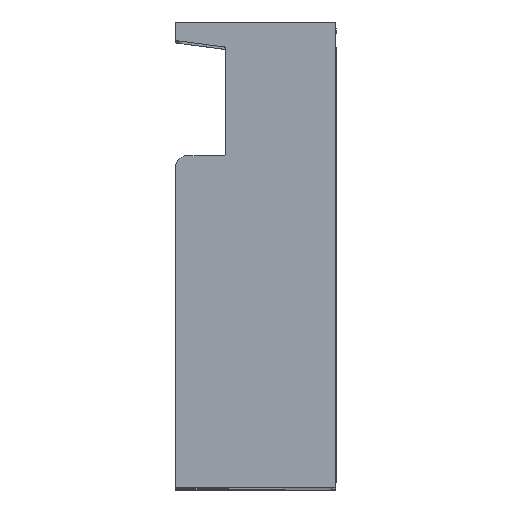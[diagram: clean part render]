
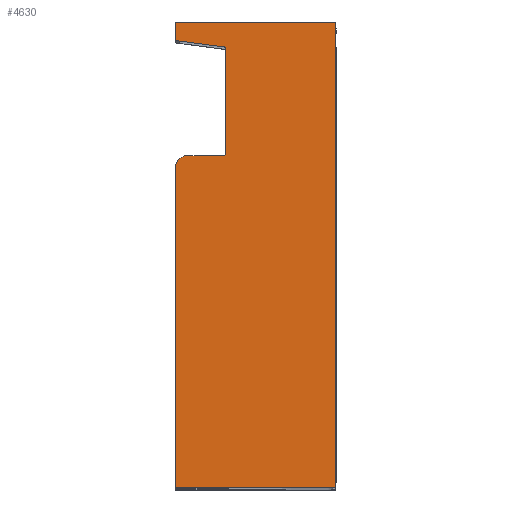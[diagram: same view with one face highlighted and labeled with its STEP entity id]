
A CAD part, top view. The second image highlights one B-rep face of the part: STEP entity #4630.
In plain terms, the highlighted face is planar.
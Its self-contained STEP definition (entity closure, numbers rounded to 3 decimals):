
#253=CIRCLE('',#5042,1.);
#268=CIRCLE('',#5092,0.2);
#1657=ORIENTED_EDGE('',*,*,#2369,.T.);
#1658=ORIENTED_EDGE('',*,*,#2353,.T.);
#1659=ORIENTED_EDGE('',*,*,#2263,.T.);
#1660=ORIENTED_EDGE('',*,*,#2372,.T.);
#1661=ORIENTED_EDGE('',*,*,#2373,.T.);
#1662=ORIENTED_EDGE('',*,*,#2375,.F.);
#1663=ORIENTED_EDGE('',*,*,#2377,.T.);
#1664=ORIENTED_EDGE('',*,*,#2304,.T.);
#1665=ORIENTED_EDGE('',*,*,#2271,.T.);
#1666=ORIENTED_EDGE('',*,*,#2361,.T.);
#2263=EDGE_CURVE('',#2781,#2780,#3197,.T.);
#2271=EDGE_CURVE('',#2789,#2788,#3205,.T.);
#2304=EDGE_CURVE('',#2811,#2789,#253,.T.);
#2353=EDGE_CURVE('',#2825,#2781,#3270,.T.);
#2361=EDGE_CURVE('',#2788,#2828,#3277,.T.);
#2369=EDGE_CURVE('',#2828,#2825,#3281,.T.);
#2372=EDGE_CURVE('',#2780,#2833,#3283,.T.);
#2373=EDGE_CURVE('',#2833,#2834,#3284,.T.);
#2375=EDGE_CURVE('',#2835,#2834,#268,.T.);
#2377=EDGE_CURVE('',#2835,#2811,#3287,.T.);
#2780=VERTEX_POINT('',#7742);
#2781=VERTEX_POINT('',#7744);
#2788=VERTEX_POINT('',#7760);
#2789=VERTEX_POINT('',#7762);
#2811=VERTEX_POINT('',#7829);
#2825=VERTEX_POINT('',#7911);
#2828=VERTEX_POINT('',#7922);
#2833=VERTEX_POINT('',#7949);
#2834=VERTEX_POINT('',#7953);
#2835=VERTEX_POINT('',#7957);
#3197=LINE('',#7743,#3645);
#3205=LINE('',#7761,#3653);
#3270=LINE('',#7910,#3718);
#3277=LINE('',#7923,#3725);
#3281=LINE('',#7945,#3729);
#3283=LINE('',#7950,#3731);
#3284=LINE('',#7952,#3732);
#3287=LINE('',#7960,#3735);
#3645=VECTOR('',#6142,1000.);
#3653=VECTOR('',#6154,1000.);
#3718=VECTOR('',#6303,1000.);
#3725=VECTOR('',#6314,1000.);
#3729=VECTOR('',#6346,1000.);
#3731=VECTOR('',#6352,1000.);
#3732=VECTOR('',#6355,1000.);
#3735=VECTOR('',#6364,1000.);
#3984=EDGE_LOOP('',(#1657,#1658,#1659,#1660,#1661,#1662,#1663,#1664,#1665,
#1666));
#4251=FACE_BOUND('',#3984,.T.);
#4415=PLANE('',#5094);
#4630=ADVANCED_FACE('',(#4251),#4415,.T.);
#5042=AXIS2_PLACEMENT_3D('',#7828,#6205,#6206);
#5092=AXIS2_PLACEMENT_3D('',#7956,#6359,#6360);
#5094=AXIS2_PLACEMENT_3D('',#7961,#6365,#6366);
#6142=DIRECTION('',(0.,0.,-1.));
#6154=DIRECTION('',(0.,0.,-1.));
#6205=DIRECTION('',(1.,0.,0.));
#6206=DIRECTION('',(0.,0.,-1.));
#6303=DIRECTION('',(0.,-1.,0.));
#6314=DIRECTION('',(0.,1.,0.));
#6346=DIRECTION('',(0.,0.,1.));
#6352=DIRECTION('',(0.,0.991,-0.131));
#6355=DIRECTION('',(0.,0.,-1.));
#6359=DIRECTION('',(1.,0.,0.));
#6360=DIRECTION('',(0.,0.,-1.));
#6364=DIRECTION('',(0.,-1.,0.));
#6365=DIRECTION('',(1.,0.,0.));
#6366=DIRECTION('',(0.,0.,-1.));
#7742=CARTESIAN_POINT('',(5.25,-0.857,18.1));
#7743=CARTESIAN_POINT('',(5.25,-0.857,19.75));
#7744=CARTESIAN_POINT('',(5.25,-0.857,19.75));
#7760=CARTESIAN_POINT('',(5.25,-0.857,-21.7));
#7761=CARTESIAN_POINT('',(5.25,-0.857,6.85));
#7762=CARTESIAN_POINT('',(5.25,-0.857,6.85));
#7828=CARTESIAN_POINT('',(5.25,0.143,6.85));
#7829=CARTESIAN_POINT('',(5.25,0.143,7.85));
#7910=CARTESIAN_POINT('',(5.25,13.4,19.75));
#7911=CARTESIAN_POINT('',(5.25,13.4,19.75));
#7922=CARTESIAN_POINT('',(5.25,13.4,-21.7));
#7923=CARTESIAN_POINT('',(5.25,-0.857,-21.7));
#7945=CARTESIAN_POINT('',(5.25,13.4,-21.7));
#7949=CARTESIAN_POINT('',(5.25,3.603,17.513));
#7950=CARTESIAN_POINT('',(5.25,-0.857,18.1));
#7952=CARTESIAN_POINT('',(5.25,3.603,17.513));
#7953=CARTESIAN_POINT('',(5.25,3.603,8.05));
#7956=CARTESIAN_POINT('',(5.25,3.403,8.05));
#7957=CARTESIAN_POINT('',(5.25,3.403,7.85));
#7960=CARTESIAN_POINT('',(5.25,3.403,7.85));
#7961=CARTESIAN_POINT('',(5.25,3.403,8.05));
